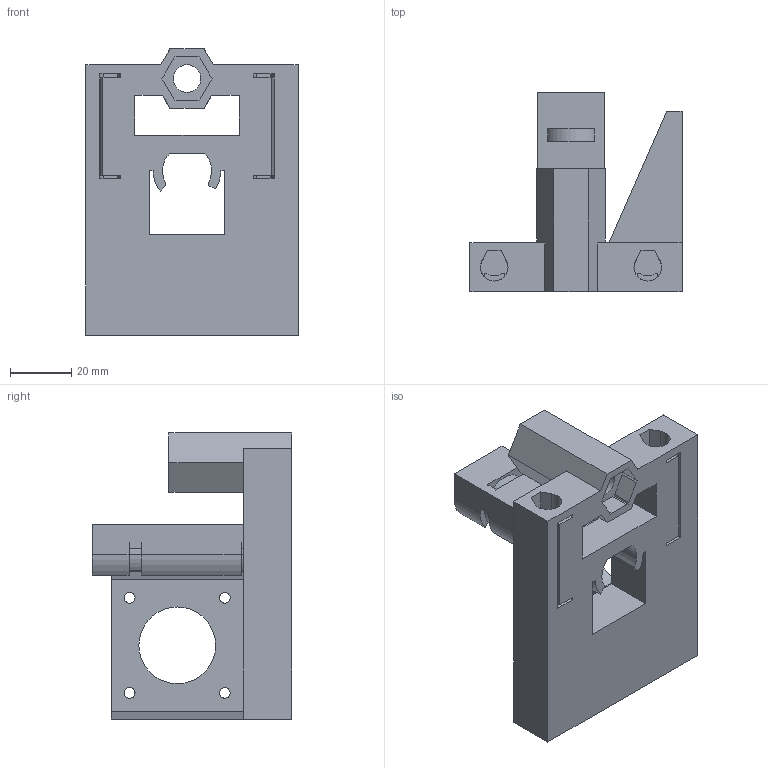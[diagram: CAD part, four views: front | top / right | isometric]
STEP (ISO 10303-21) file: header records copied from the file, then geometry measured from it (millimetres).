
FILE_DESCRIPTION (( 'STEP AP203' ), '1' );
FILE_NAME ('X-motor.STEP', '2016-06-02T16:42:33', ( '' ), ( '' ), 'SwSTEP 2.0', 'SolidWorks 2015', '' );
FILE_SCHEMA (( 'CONFIG_CONTROL_DESIGN' ));
Length unit declared in the file: millimetre
Products named in the file (1): X-motor
Bounding box: 69.04 x 65 x 93.15 mm (x, y, z)
Volume: 94474.5 mm3; surface area: 36920.4 mm2
Topology: 1 solids, 1 shells, 165 faces, 488 edges, 322 vertices
Faces by surface type: plane 126, cylinder 39
Entity records: 5605 total; most frequent: CARTESIAN_POINT 976, ORIENTED_EDGE 976, DIRECTION 910, EDGE_CURVE 488, VECTOR 398, LINE 398, VERTEX_POINT 322, AXIS2_PLACEMENT_3D 256
